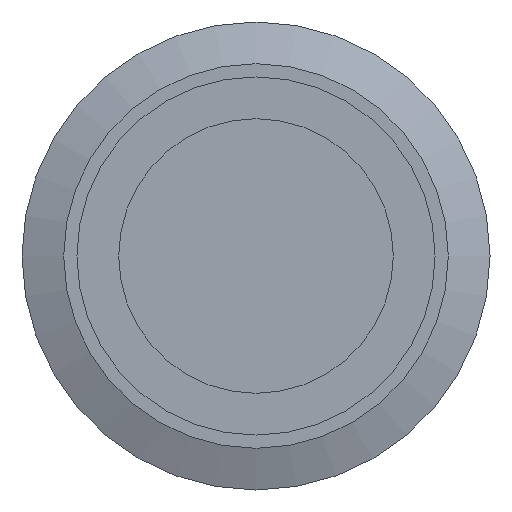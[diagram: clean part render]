
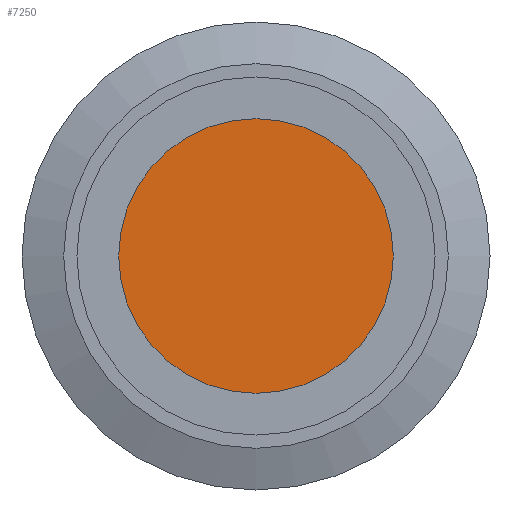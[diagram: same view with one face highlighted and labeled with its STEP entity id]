
A CAD part, left-side view. The second image highlights one B-rep face of the part: STEP entity #7250.
In plain terms, the highlighted planar face has unit normal (-1, 0, 0).
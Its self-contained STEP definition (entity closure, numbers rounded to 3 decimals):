
#434=CIRCLE('',#7885,13.5);
#815=FACE_OUTER_BOUND('',#1243,.T.);
#1243=EDGE_LOOP('',(#6381));
#3412=VERTEX_POINT('',#11894);
#4398=EDGE_CURVE('',#3412,#3412,#434,.T.);
#6381=ORIENTED_EDGE('',*,*,#4398,.F.);
#6842=PLANE('',#7920);
#7250=ADVANCED_FACE('',(#815),#6842,.F.);
#7885=AXIS2_PLACEMENT_3D('',#11895,#9791,#9792);
#7920=AXIS2_PLACEMENT_3D('',#11959,#9869,#9870);
#9791=DIRECTION('center_axis',(1.,0.,0.));
#9792=DIRECTION('ref_axis',(0.,0.,1.));
#9869=DIRECTION('center_axis',(1.,0.,0.));
#9870=DIRECTION('ref_axis',(0.,0.,1.));
#11894=CARTESIAN_POINT('',(-2.,0.,-13.5));
#11895=CARTESIAN_POINT('Origin',(-2.,0.,0.));
#11959=CARTESIAN_POINT('Origin',(-2.,0.,0.));
